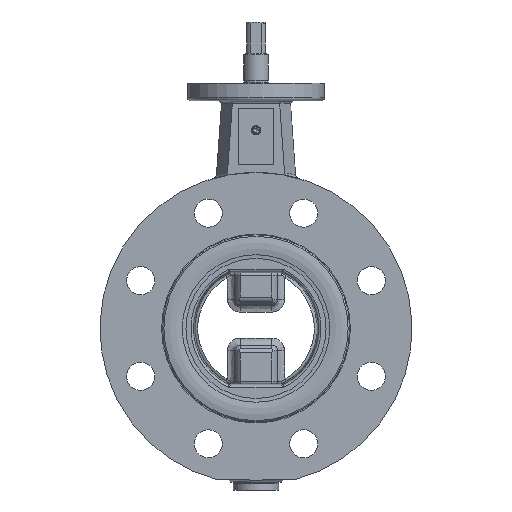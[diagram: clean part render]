
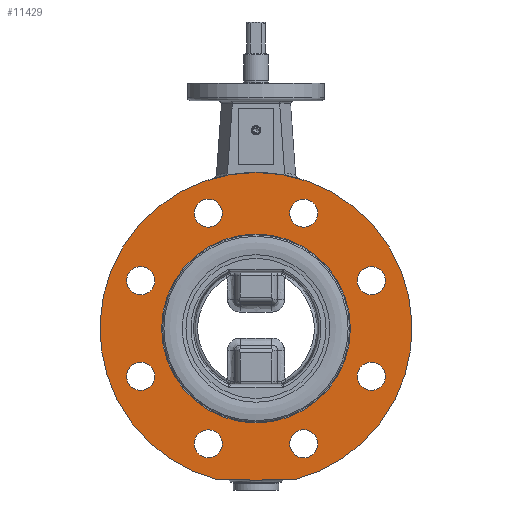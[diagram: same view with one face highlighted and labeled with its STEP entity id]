
A CAD part, left-side view. The second image highlights one B-rep face of the part: STEP entity #11429.
In plain terms, the highlighted planar face has unit normal (-1, 0, 0).
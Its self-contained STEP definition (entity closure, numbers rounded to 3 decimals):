
#10591=CARTESIAN_POINT('',(-17.5,73.91,-21.615));
#10592=VERTEX_POINT('',#10591);
#10593=CARTESIAN_POINT('',(-17.5,73.91,-30.615));
#10594=DIRECTION('',(1.0,0.0,0.0));
#10595=DIRECTION('',(0.0,0.0,-1.0));
#10596=AXIS2_PLACEMENT_3D('',#10593,#10594,#10595);
#10597=CIRCLE('',#10596,9.0);
#10598=EDGE_CURVE('',#10592,#10592,#10597,.T.);
#10640=CARTESIAN_POINT('',(-17.5,36.979,-67.546));
#10641=VERTEX_POINT('',#10640);
#10642=CARTESIAN_POINT('',(-17.5,30.615,-73.91));
#10643=DIRECTION('',(1.,0.0,0.0));
#10644=DIRECTION('',(0.0,-0.707,-0.707));
#10645=AXIS2_PLACEMENT_3D('',#10642,#10643,#10644);
#10646=CIRCLE('',#10645,9.0);
#10647=EDGE_CURVE('',#10641,#10641,#10646,.T.);
#10689=CARTESIAN_POINT('',(-17.5,-21.615,-73.91));
#10690=VERTEX_POINT('',#10689);
#10691=CARTESIAN_POINT('',(-17.5,-30.615,-73.91));
#10692=DIRECTION('',(1.0,0.0,0.0));
#10693=DIRECTION('',(0.0,-1.0,0.0));
#10694=AXIS2_PLACEMENT_3D('',#10691,#10692,#10693);
#10695=CIRCLE('',#10694,9.0);
#10696=EDGE_CURVE('',#10690,#10690,#10695,.T.);
#10738=CARTESIAN_POINT('',(-17.5,-67.546,-36.979));
#10739=VERTEX_POINT('',#10738);
#10740=CARTESIAN_POINT('',(-17.5,-73.91,-30.615));
#10741=DIRECTION('',(1.,0.0,0.0));
#10742=DIRECTION('',(0.0,-0.707,0.707));
#10743=AXIS2_PLACEMENT_3D('',#10740,#10741,#10742);
#10744=CIRCLE('',#10743,9.0);
#10745=EDGE_CURVE('',#10739,#10739,#10744,.T.);
#10787=CARTESIAN_POINT('',(-17.5,-73.91,21.615));
#10788=VERTEX_POINT('',#10787);
#10789=CARTESIAN_POINT('',(-17.5,-73.91,30.615));
#10790=DIRECTION('',(1.0,0.0,0.0));
#10791=DIRECTION('',(0.0,0.0,1.0));
#10792=AXIS2_PLACEMENT_3D('',#10789,#10790,#10791);
#10793=CIRCLE('',#10792,9.0);
#10794=EDGE_CURVE('',#10788,#10788,#10793,.T.);
#10836=CARTESIAN_POINT('',(-17.5,-36.979,67.546));
#10837=VERTEX_POINT('',#10836);
#10838=CARTESIAN_POINT('',(-17.5,-30.615,73.91));
#10839=DIRECTION('',(1.0,0.0,0.0));
#10840=DIRECTION('',(0.0,0.707,0.707));
#10841=AXIS2_PLACEMENT_3D('',#10838,#10839,#10840);
#10842=CIRCLE('',#10841,9.0);
#10843=EDGE_CURVE('',#10837,#10837,#10842,.T.);
#10885=CARTESIAN_POINT('',(-17.5,67.546,36.979));
#10886=VERTEX_POINT('',#10885);
#10887=CARTESIAN_POINT('',(-17.5,73.91,30.615));
#10888=DIRECTION('',(1.0,0.0,0.0));
#10889=DIRECTION('',(0.0,0.707,-0.707));
#10890=AXIS2_PLACEMENT_3D('',#10887,#10888,#10889);
#10891=CIRCLE('',#10890,9.0);
#10892=EDGE_CURVE('',#10886,#10886,#10891,.T.);
#10934=CARTESIAN_POINT('',(-17.5,21.615,73.91));
#10935=VERTEX_POINT('',#10934);
#10936=CARTESIAN_POINT('',(-17.5,30.615,73.91));
#10937=DIRECTION('',(1.0,0.0,0.0));
#10938=DIRECTION('',(0.0,1.0,0.0));
#10939=AXIS2_PLACEMENT_3D('',#10936,#10937,#10938);
#10940=CIRCLE('',#10939,9.0);
#10941=EDGE_CURVE('',#10935,#10935,#10940,.T.);
#11242=CARTESIAN_POINT('',(-17.5,-6.,-97.));
#11243=VERTEX_POINT('',#11242);
#11251=CARTESIAN_POINT('',(-17.5,6.,-97.));
#11252=VERTEX_POINT('',#11251);
#11253=CARTESIAN_POINT('',(-17.5,-6.,-97.0));
#11254=CARTESIAN_POINT('',(-17.5,-5.531,-97.0));
#11255=CARTESIAN_POINT('',(-17.5,-4.986,-97.02));
#11256=CARTESIAN_POINT('',(-17.5,-4.488,-97.048));
#11257=CARTESIAN_POINT('',(-17.5,-4.246,-97.061));
#11258=CARTESIAN_POINT('',(-17.5,-4.024,-97.075));
#11259=CARTESIAN_POINT('',(-17.5,-3.789,-97.09));
#11260=CARTESIAN_POINT('',(-17.5,-3.002,-97.142));
#11261=CARTESIAN_POINT('',(-17.5,-2.141,-97.207));
#11262=CARTESIAN_POINT('',(-17.5,-1.311,-97.241));
#11263=CARTESIAN_POINT('',(-17.5,-0.869,-97.258));
#11264=CARTESIAN_POINT('',(-17.5,-0.437,-97.268));
#11265=CARTESIAN_POINT('',(-17.5,-0.029,-97.268));
#11266=CARTESIAN_POINT('',(-17.5,0.159,-97.268));
#11267=CARTESIAN_POINT('',(-17.5,0.351,-97.267));
#11268=CARTESIAN_POINT('',(-17.5,0.548,-97.263));
#11269=CARTESIAN_POINT('',(-17.5,1.364,-97.248));
#11270=CARTESIAN_POINT('',(-17.5,2.247,-97.195));
#11271=CARTESIAN_POINT('',(-17.5,3.086,-97.138));
#11272=CARTESIAN_POINT('',(-17.5,3.445,-97.114));
#11273=CARTESIAN_POINT('',(-17.5,3.796,-97.089));
#11274=CARTESIAN_POINT('',(-17.5,4.131,-97.069));
#11275=CARTESIAN_POINT('',(-17.5,4.278,-97.059));
#11276=CARTESIAN_POINT('',(-17.5,4.432,-97.05));
#11277=CARTESIAN_POINT('',(-17.5,4.59,-97.042));
#11278=CARTESIAN_POINT('',(-17.5,5.059,-97.017));
#11279=CARTESIAN_POINT('',(-17.5,5.562,-97.0));
#11280=CARTESIAN_POINT('',(-17.5,6.,-97.0));
#11281=B_SPLINE_CURVE_WITH_KNOTS('',3,(#11253,#11254,#11255,#11256,#11257,#11258,#11259,#11260,#11261,#11262,#11263,#11264,#11265,#11266,#11267,#11268,#11269,#11270,#11271,#11272,#11273,#11274,#11275,#11276,#11277,#11278,#11279,#11280),.UNSPECIFIED.,.F.,.U.,(4,3,3,3,3,3,3,3,3,4),(1.602,1.743,1.811,2.041,2.163,2.219,2.453,2.553,2.598,2.729),.UNSPECIFIED.);
#11282=EDGE_CURVE('',#11243,#11252,#11281,.T.);
#11300=CARTESIAN_POINT('',(-17.5,-24.553,-96.939));
#11301=VERTEX_POINT('',#11300);
#11308=CARTESIAN_POINT('',(-17.5,-24.062,-97.));
#11309=VERTEX_POINT('',#11308);
#11310=CARTESIAN_POINT('',(-17.5,-24.062,-95.));
#11311=DIRECTION('',(1.,0.0,0.0));
#11312=DIRECTION('',(0.0,-0.124,-0.992));
#11313=AXIS2_PLACEMENT_3D('',#11310,#11311,#11312);
#11314=CIRCLE('',#11313,2.0);
#11315=EDGE_CURVE('',#11301,#11309,#11314,.T.);
#11333=CARTESIAN_POINT('',(-17.5,24.062,-97.));
#11334=VERTEX_POINT('',#11333);
#11335=CARTESIAN_POINT('',(-17.5,6.,-97.));
#11336=DIRECTION('',(0.0,1.0,0.0));
#11337=VECTOR('',#11336,18.062);
#11338=LINE('',#11335,#11337);
#11339=EDGE_CURVE('',#11252,#11334,#11338,.T.);
#11357=CARTESIAN_POINT('',(-17.5,-24.062,-97.));
#11358=DIRECTION('',(0.0,1.0,0.0));
#11359=VECTOR('',#11358,18.062);
#11360=LINE('',#11357,#11359);
#11361=EDGE_CURVE('',#11309,#11243,#11360,.T.);
#11367=CARTESIAN_POINT('',(-17.5,0.0,52.5));
#11368=DIRECTION('',(1.0,0.0,0.0));
#11369=DIRECTION('',(0.0,0.0,-1.0));
#11370=AXIS2_PLACEMENT_3D('',#11367,#11368,#11369);
#11371=PLANE('',#11370);
#11372=CARTESIAN_POINT('',(-17.5,24.553,-96.939));
#11373=VERTEX_POINT('',#11372);
#11374=CARTESIAN_POINT('',(-17.5,0.0,0.0));
#11375=DIRECTION('',(-1.0,0.0,0.0));
#11376=DIRECTION('',(0.0,0.0,1.0));
#11377=AXIS2_PLACEMENT_3D('',#11374,#11375,#11376);
#11378=CIRCLE('',#11377,100.0);
#11379=EDGE_CURVE('',#11301,#11373,#11378,.T.);
#11380=ORIENTED_EDGE('',*,*,#11379,.T.);
#11381=CARTESIAN_POINT('',(-17.5,24.062,-95.));
#11382=DIRECTION('',(1.,0.0,0.0));
#11383=DIRECTION('',(0.0,0.124,-0.992));
#11384=AXIS2_PLACEMENT_3D('',#11381,#11382,#11383);
#11385=CIRCLE('',#11384,2.0);
#11386=EDGE_CURVE('',#11334,#11373,#11385,.T.);
#11387=ORIENTED_EDGE('',*,*,#11386,.F.);
#11388=ORIENTED_EDGE('',*,*,#11339,.F.);
#11389=ORIENTED_EDGE('',*,*,#11282,.F.);
#11390=ORIENTED_EDGE('',*,*,#11361,.F.);
#11391=ORIENTED_EDGE('',*,*,#11315,.F.);
#11392=EDGE_LOOP('',(#11380,#11387,#11388,#11389,#11390,#11391));
#11393=FACE_OUTER_BOUND('',#11392,.T.);
#11394=ORIENTED_EDGE('',*,*,#10598,.T.);
#11395=EDGE_LOOP('',(#11394));
#11396=FACE_BOUND('',#11395,.T.);
#11397=ORIENTED_EDGE('',*,*,#10647,.T.);
#11398=EDGE_LOOP('',(#11397));
#11399=FACE_BOUND('',#11398,.T.);
#11400=ORIENTED_EDGE('',*,*,#10696,.T.);
#11401=EDGE_LOOP('',(#11400));
#11402=FACE_BOUND('',#11401,.T.);
#11403=ORIENTED_EDGE('',*,*,#10745,.T.);
#11404=EDGE_LOOP('',(#11403));
#11405=FACE_BOUND('',#11404,.T.);
#11406=ORIENTED_EDGE('',*,*,#10794,.T.);
#11407=EDGE_LOOP('',(#11406));
#11408=FACE_BOUND('',#11407,.T.);
#11409=ORIENTED_EDGE('',*,*,#10843,.T.);
#11410=EDGE_LOOP('',(#11409));
#11411=FACE_BOUND('',#11410,.T.);
#11412=ORIENTED_EDGE('',*,*,#10892,.T.);
#11413=EDGE_LOOP('',(#11412));
#11414=FACE_BOUND('',#11413,.T.);
#11415=ORIENTED_EDGE('',*,*,#10941,.T.);
#11416=EDGE_LOOP('',(#11415));
#11417=FACE_BOUND('',#11416,.T.);
#11418=CARTESIAN_POINT('',(-17.5,0.0,60.5));
#11419=VERTEX_POINT('',#11418);
#11420=CARTESIAN_POINT('',(-17.5,0.0,0.0));
#11421=DIRECTION('',(1.0,0.0,0.0));
#11422=DIRECTION('',(0.0,0.0,1.0));
#11423=AXIS2_PLACEMENT_3D('',#11420,#11421,#11422);
#11424=CIRCLE('',#11423,60.5);
#11425=EDGE_CURVE('',#11419,#11419,#11424,.T.);
#11426=ORIENTED_EDGE('',*,*,#11425,.T.);
#11427=EDGE_LOOP('',(#11426));
#11428=FACE_BOUND('',#11427,.T.);
#11429=ADVANCED_FACE('',(#11393,#11396,#11399,#11402,#11405,#11408,#11411,#11414,#11417,#11428),#11371,.F.);
